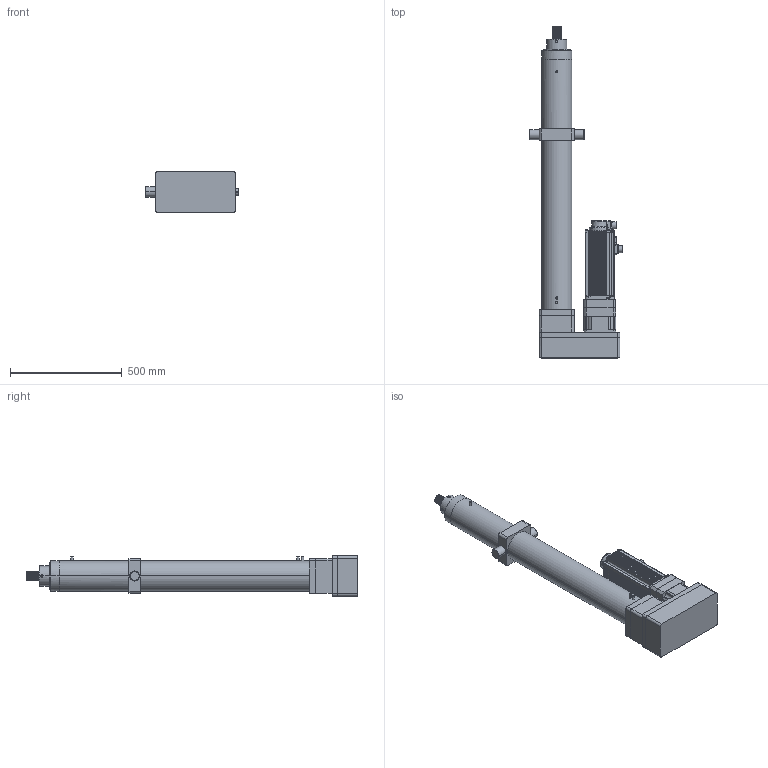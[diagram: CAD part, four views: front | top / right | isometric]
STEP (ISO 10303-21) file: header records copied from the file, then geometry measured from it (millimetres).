
FILE_DESCRIPTION (( 'STEP AP203' ), '1' );
FILE_NAME ('RLA134-10QX-50KN-L850-83mm-s.STEP', '2025-01-14T08:02:41', ( '微软用户' ), ( '微软中国' ), 'SwSTEP 2.0', 'SolidWorks 2022', '' );
FILE_SCHEMA (( 'CONFIG_CONTROL_DESIGN' ));
Length unit declared in the file: millimetre
Products named in the file (36): 31090609_3.stp; 31090149_ASM_6_ASM-0.stp; 22060808_7.stp; 000_28.stp; 22010922_1.stp; 22061337-1_31.stp; 31100223_8.stp; 31100134_50.stp; PGH142(24-110-145-M8新款单级 带键槽)法兰和齿圈一样大; 31100061_7.stp; 15050948_52_ASM.stp; 22050017_31.stp; 5KW3000.stp; M320001_1_AF0_32.stp; 31090149_ASM_6_ASM.stp; M310001_1_AF0_32.stp; 15050947_31.stp; 31070585_4.stp; 22060231_40.stp; 22061337_ASM_31_ASM.stp; 31010544_ASM_3_ASM.stp; RLA134-10QX-50KN-L850-83mm-s; 31040434_ASM_3_ASM.stp; 01112723_ASM_3_ASM.stp; 31100148_50.stp; 5KW-3000带刹车; 00_ASM_1_AF0_ASM_32_ASM.stp; 22061337-2_31.stp; 31090121_39.stp; 22061335_31.stp; 15050948_52_1.stp; 15050948_52_2.stp; 136缸行程850折叠; 31100089_32.stp; 22050004_14.stp; 31100288_31.stp
Assembly tree (55 placements, depth 7):
  RLA134-10QX-50KN-L850-83mm-s
    PGH142(24-110-145-M8新款单级 带键槽)法兰和齿圈一样大
    5KW-3000带刹车
      5KW3000.stp
        01112723_ASM_3_ASM.stp
          31010544_ASM_3_ASM.stp
            15050948_52_ASM.stp
              15050948_52_1.stp
              15050948_52_2.stp
            31090609_3.stp
            31100148_50.stp
            31100134_50.stp
            000_28.stp
          31040434_ASM_3_ASM.stp
            31070585_4.stp
            31090121_39.stp
          31090149_ASM_6_ASM.stp
            00_ASM_1_AF0_ASM_32_ASM.stp
              M320001_1_AF0_32.stp
              M310001_1_AF0_32.stp
            31090149_ASM_6_ASM-0.stp
          22061337_ASM_31_ASM.stp  x4
            22061337-1_31.stp
            22061337-2_31.stp
          22050004_14.stp  x2
          31100288_31.stp
          15050947_31.stp
          22061335_31.stp  x4
          22050017_31.stp  x8
          22060231_40.stp  x4
          31100089_32.stp
          31100061_7.stp
          31100223_8.stp
          22060808_7.stp  x4
          22010922_1.stp
    136缸行程850折叠
Bounding box: 416.9 x 1483 x 180.02 mm (x, y, z)
Volume: 17068740.6 mm3; surface area: 2179417.7 mm2
Topology: 50 solids, 79 shells, 4310 faces, 10694 edges, 6588 vertices
Faces by surface type: cylinder 1706, plane 1285, torus 496, cone 365, bspline 360, sphere 98
Entity records: 164449 total; most frequent: CARTESIAN_POINT 75840, ORIENTED_EDGE 18066, DIRECTION 17368, EDGE_CURVE 9091, AXIS2_PLACEMENT_3D 6965, VERTEX_POINT 5671, EDGE_LOOP 3940, ADVANCED_FACE 3632
